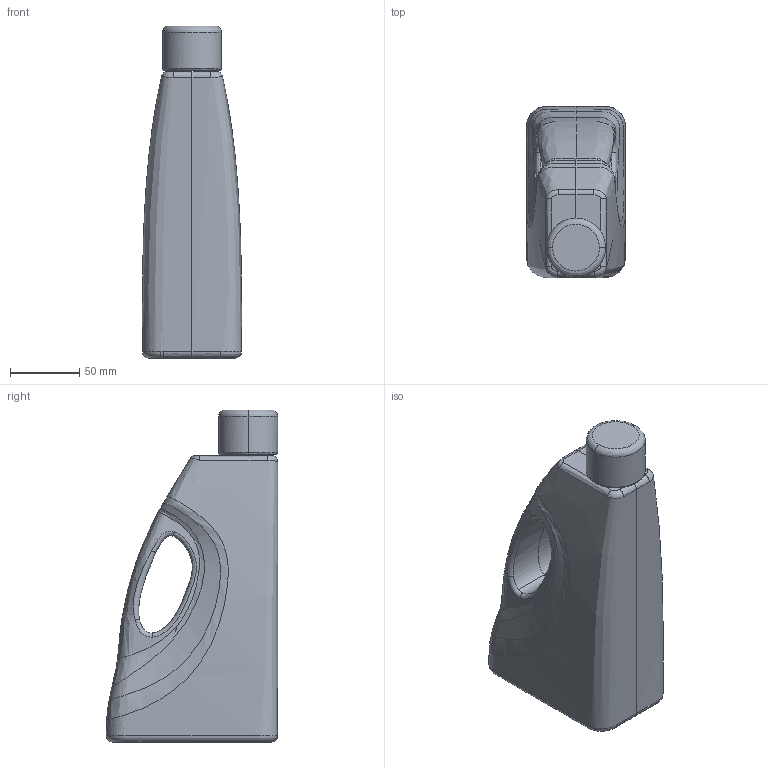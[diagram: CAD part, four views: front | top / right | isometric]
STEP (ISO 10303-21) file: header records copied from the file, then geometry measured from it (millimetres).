
FILE_DESCRIPTION(/* description */ (''),/* implementation_level */ '2;1');
FILE_NAME(/* name */ 'det bottle',/* time_stamp */ '2018-12-10T16:51:59+01:00',/* author */ (''),/* organization */ (''),/* preprocessor_version */ 'ST-DEVELOPER v15',/* originating_system */ '',/* authorisation */ '');
FILE_SCHEMA (('AUTOMOTIVE_DESIGN'));
Length unit declared in the file: millimetre
Products named in the file (1): Document
Bounding box: 71.39 x 123.47 x 239.35 mm (x, y, z)
Volume: 1254039.4 mm3; surface area: 86830.3 mm2
Topology: 2 solids, 2 shells, 48 faces, 112 edges, 68 vertices
Faces by surface type: bspline 42, plane 6
Entity records: 6189 total; most frequent: CARTESIAN_POINT 5545, ORIENTED_EDGE 224, EDGE_CURVE 112, VERTEX_POINT 68, EDGE_LOOP 50, ADVANCED_FACE 48, FACE_OUTER_BOUND 48, B_SPLINE_CURVE_WITH_KNOTS 36
